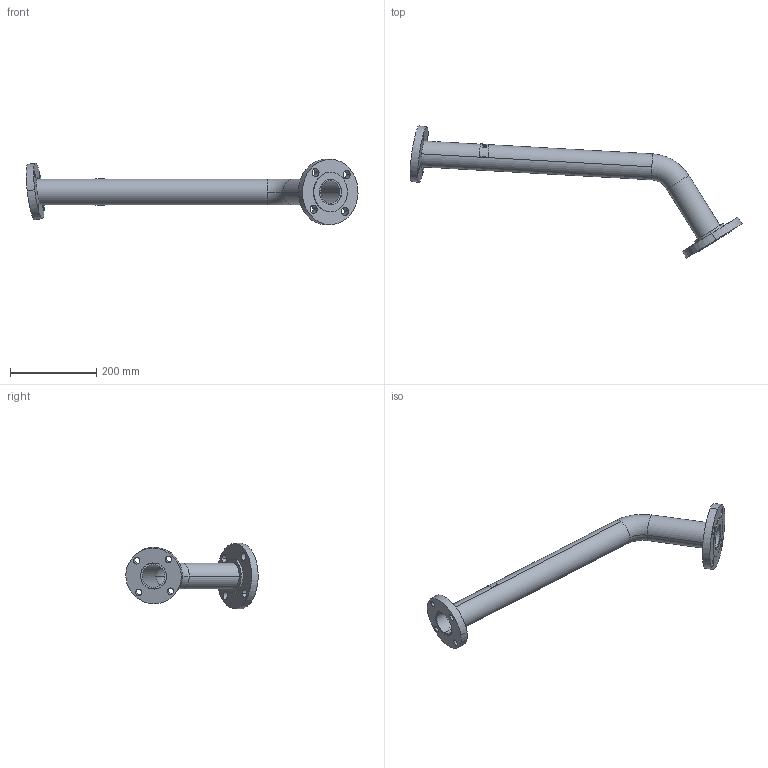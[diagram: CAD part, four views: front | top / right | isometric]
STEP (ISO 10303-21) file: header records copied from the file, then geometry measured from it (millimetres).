
FILE_DESCRIPTION (( 'STEP AP203' ), '1' );
FILE_NAME ('3974-13-50-011_REV_.step', '2026-02-12T22:03:04', ( '' ), ( '' ), 'SwSTEP 2.0', 'SolidWorks 2025', '' );
FILE_SCHEMA (( 'CONFIG_CONTROL_DESIGN' ));
Length unit declared in the file: millimetre
Products named in the file (6): OEM-50-150-SO-316L; 3974-13-50-011_REV_; 3435-50-011-03; OEM-50NB-JIS5K-P-316L_Default<As Machined>; 3435-50-011-02_Default<As Machined>; OEM-50-LR-40-316L_55 DEGREE
Assembly tree (5 placements, depth 2):
  3974-13-50-011_REV_
    3435-50-011-02_Default<As Machined>
    OEM-50-150-SO-316L
    OEM-50NB-JIS5K-P-316L_Default<As Machined>
    3435-50-011-03
    OEM-50-LR-40-316L_55 DEGREE
Bounding box: 770.55 x 306.89 x 151.73 mm (x, y, z)
Volume: 985310.8 mm3; surface area: 366612.8 mm2
Topology: 6 solids, 6 shells, 107 faces, 261 edges, 174 vertices
Faces by surface type: cylinder 48, plane 35, bspline 20, torus 4
Entity records: 7838 total; most frequent: CARTESIAN_POINT 4735, ORIENTED_EDGE 522, DIRECTION 484, EDGE_CURVE 261, AXIS2_PLACEMENT_3D 205, VERTEX_POINT 174, EDGE_LOOP 141, CIRCLE 110
